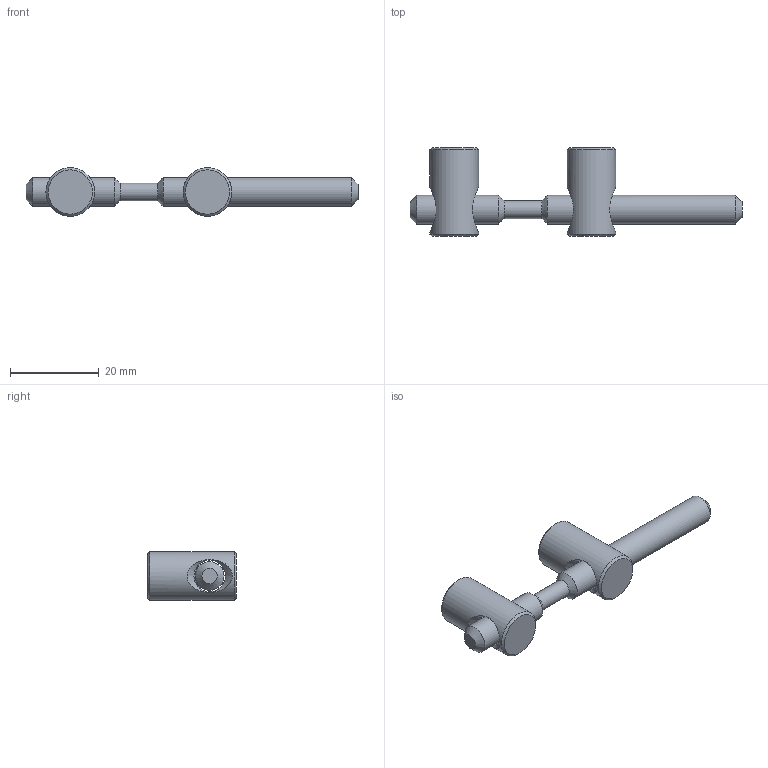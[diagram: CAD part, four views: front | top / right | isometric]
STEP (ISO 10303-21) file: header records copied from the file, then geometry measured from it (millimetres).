
FILE_DESCRIPTION(/* description */ ('STEP AP214'),/* implementation_level */ '2;1');
FILE_NAME(/* name */ '099B0811S04',/* time_stamp */ '2025-01-22T10:02:35+01:00',/* author */ ('License CC BY-ND 4.0'),/* organization */ ('CADENAS'),/* preprocessor_version */ 'ST-DEVELOPER v19.3',/* originating_system */ 'PARTsolutions',/* authorisation */ ' ');
FILE_SCHEMA (('AUTOMOTIVE_DESIGN {1 0 10303 214 3 1 1}'));
Length unit declared in the file: millimetre
Products named in the file (4): 099B0811S04; 099B0811S04-part1; 099B0811S03-part1; 099B0811S03-part2
Assembly tree (5 placements, depth 2):
  099B0811S04
    099B0811S04-part1
    099B0811S03-part1  x2
    099B0811S03-part2  x2
Bounding box: 75 x 20 x 11 mm (x, y, z)
Volume: 4975.7 mm3; surface area: 4454.6 mm2
Topology: 5 solids, 5 shells, 57 faces, 121 edges, 76 vertices
Faces by surface type: plane 24, cone 20, cylinder 11, sphere 2
Full cylindrical faces by diameter (mm): 4 x1, 6.5 x2, 6.647 x2, 7.1 x2, 8 x2, 11 x2
Entity records: 972 total; most frequent: CARTESIAN_POINT 224, DIRECTION 144, ORIENTED_EDGE 90, AXIS2_PLACEMENT_3D 63, EDGE_LOOP 62, FACE_BOUND 62, EDGE_CURVE 45, VERTEX_POINT 39
